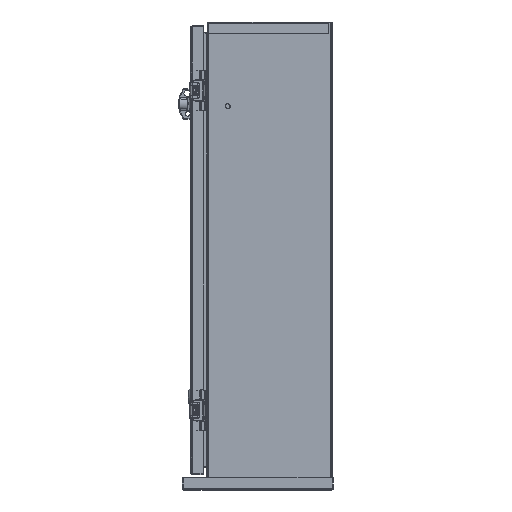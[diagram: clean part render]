
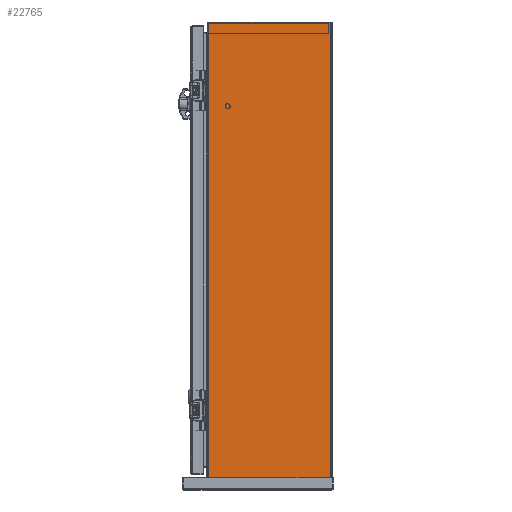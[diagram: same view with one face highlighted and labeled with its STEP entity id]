
A CAD part, left-side view. The second image highlights one B-rep face of the part: STEP entity #22765.
In plain terms, the highlighted planar face has unit normal (-1, 0, 0).
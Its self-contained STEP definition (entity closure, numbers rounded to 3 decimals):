
#1396 = CARTESIAN_POINT ( 'NONE',  ( -12., 0.127, 0. ) ) ;
#2632 = DIRECTION ( 'NONE',  ( 0., 0., -1. ) ) ;
#8190 = EDGE_CURVE ( 'NONE', #95884, #41524, #16093, .T. ) ;
#9606 = CARTESIAN_POINT ( 'NONE',  ( -12., 0.127, -29.94 ) ) ;
#10696 = ORIENTED_EDGE ( 'NONE', *, *, #83118, .F. ) ;
#16093 = LINE ( 'NONE', #1396, #72952 ) ;
#21321 = VECTOR ( 'NONE', #94506, 39.37 ) ;
#22765 = ADVANCED_FACE ( 'NONE', ( #37686 ), #36733, .T. ) ;
#25986 = VERTEX_POINT ( 'NONE', #77664 ) ;
#28875 = CARTESIAN_POINT ( 'NONE',  ( -12., 4.008, 0. ) ) ;
#28903 = DIRECTION ( 'NONE',  ( 0., 0., 1. ) ) ;
#29669 = EDGE_LOOP ( 'NONE', ( #78206, #83099, #88081, #10696 ) ) ;
#36388 = VECTOR ( 'NONE', #60373, 39.37 ) ;
#36733 = PLANE ( 'NONE',  #68970 ) ;
#37686 = FACE_OUTER_BOUND ( 'NONE', #29669, .T. ) ;
#41524 = VERTEX_POINT ( 'NONE', #9606 ) ;
#41711 = CARTESIAN_POINT ( 'NONE',  ( -12., 7.888, 0. ) ) ;
#49953 = LINE ( 'NONE', #28875, #21321 ) ;
#51430 = DIRECTION ( 'NONE',  ( -1., 0., 0. ) ) ;
#51812 = EDGE_CURVE ( 'NONE', #77316, #25986, #53555, .T. ) ;
#52552 = LINE ( 'NONE', #90244, #36388 ) ;
#53555 = LINE ( 'NONE', #62340, #55674 ) ;
#55674 = VECTOR ( 'NONE', #2632, 39.37 ) ;
#60373 = DIRECTION ( 'NONE',  ( 0., 1., 0. ) ) ;
#61107 = DIRECTION ( 'NONE',  ( 0., 0., -1. ) ) ;
#62340 = CARTESIAN_POINT ( 'NONE',  ( -12., 7.888, 0. ) ) ;
#66795 = CARTESIAN_POINT ( 'NONE',  ( -12., 0.127, 0. ) ) ;
#67573 = CARTESIAN_POINT ( 'NONE',  ( -12., 7.888, 0. ) ) ;
#68970 = AXIS2_PLACEMENT_3D ( 'NONE', #67573, #51430, #28903 ) ;
#72952 = VECTOR ( 'NONE', #61107, 39.37 ) ;
#77316 = VERTEX_POINT ( 'NONE', #41711 ) ;
#77664 = CARTESIAN_POINT ( 'NONE',  ( -12., 7.888, -29.94 ) ) ;
#78206 = ORIENTED_EDGE ( 'NONE', *, *, #8190, .F. ) ;
#83099 = ORIENTED_EDGE ( 'NONE', *, *, #92942, .T. ) ;
#83118 = EDGE_CURVE ( 'NONE', #41524, #25986, #52552, .T. ) ;
#88081 = ORIENTED_EDGE ( 'NONE', *, *, #51812, .T. ) ;
#90244 = CARTESIAN_POINT ( 'NONE',  ( -12., 4.008, -29.94 ) ) ;
#92942 = EDGE_CURVE ( 'NONE', #95884, #77316, #49953, .T. ) ;
#94506 = DIRECTION ( 'NONE',  ( 0., 1., 0. ) ) ;
#95884 = VERTEX_POINT ( 'NONE', #66795 ) ;
